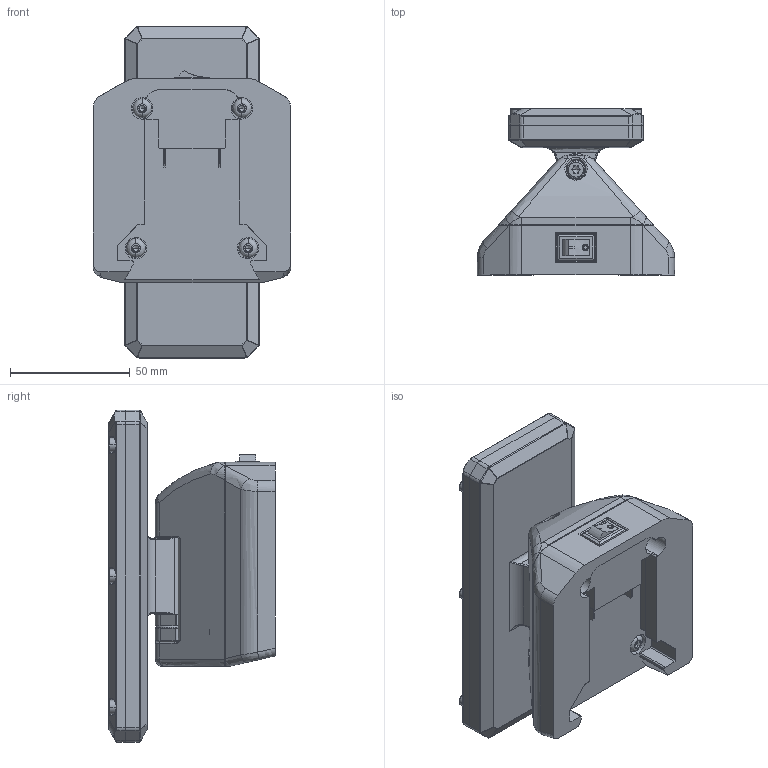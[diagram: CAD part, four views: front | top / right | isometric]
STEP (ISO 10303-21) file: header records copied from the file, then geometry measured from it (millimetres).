
FILE_DESCRIPTION(('FreeCAD Model'),'2;1');
FILE_NAME('Open CASCADE Shape Model','2025-05-03T14:28:04',('FreeCAD'),( 'FreeCAD'),'Open CASCADE STEP processor 7.6','FreeCAD','Unknown');
FILE_SCHEMA(('AUTOMOTIVE_DESIGN { 1 0 10303 214 1 1 1 1 }'));
Products named in the file (1): Open CASCADE STEP translator 7.6 1
Bounding box: 82.43 x 69.48 x 138.78 mm (x, y, z)
Volume: 214834.8 mm3; surface area: 100912.3 mm2
Topology: 26 solids, 64 shells, 1803 faces, 4348 edges, 2657 vertices
Faces by surface type: bspline 1803
Entity records: 54880 total; most frequent: CARTESIAN_POINT 30317, ORIENTED_EDGE 8492, EDGE_CURVE 4266, VERTEX_POINT 2657, B_SPLINE_CURVE_WITH_KNOTS 2469, FACE_BOUND 1977, EDGE_LOOP 1977, ADVANCED_FACE 1803
